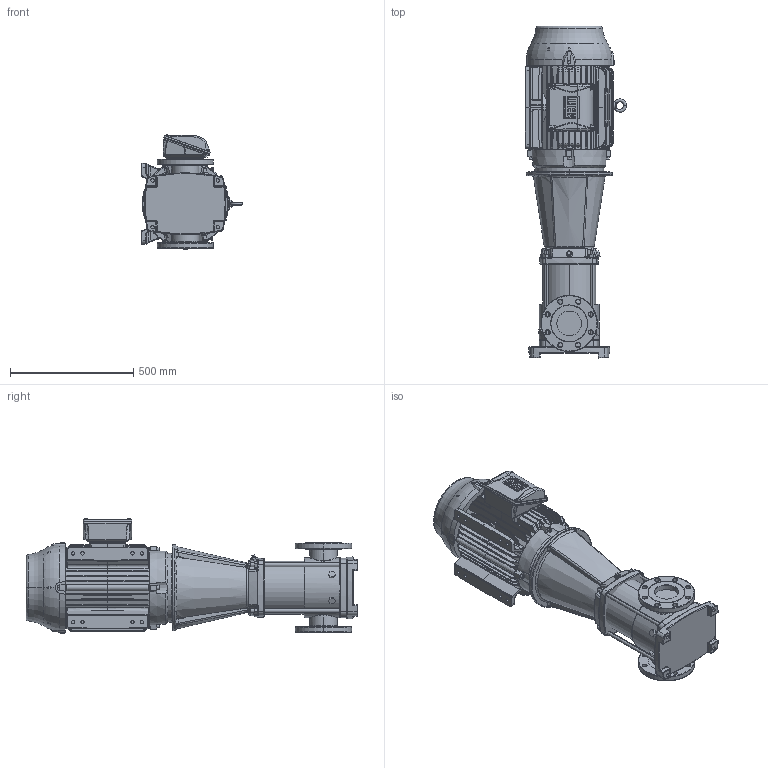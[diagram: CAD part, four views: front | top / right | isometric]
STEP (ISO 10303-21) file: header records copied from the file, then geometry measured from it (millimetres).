
FILE_DESCRIPTION (( 'STEP AP203' ), '1' );
FILE_NAME ('3350136 - MVI-320-2-25 HP-284TSC-304-E-575~3.step', '2022-03-31T15:35:31', ( '' ), ( '' ), 'SwSTEP 2.0', 'SolidWorks 2021', '' );
FILE_SCHEMA (( 'CONFIG_CONTROL_DESIGN' ));
Products named in the file (5): SBI(N)64-2; TEFC MOTOR_2700105 - NEMA V2 25 HP 284_6TSC 575~3 TEFC W; 2700105 - NEMA V2 25 HP 284_6TSC 575~3 TEFC W; MVI PEO - [304-EPDM]_3304136 - MVI-320-2-25 HP-284TSC-304-E-S; 3350136 - MVI-320-2-25 HP-284TSC-304-E-575~3
Assembly tree (4 placements, depth 3):
  3350136 - MVI-320-2-25 HP-284TSC-304-E-575~3
    MVI PEO - [304-EPDM]_3304136 - MVI-320-2-25 HP-284TSC-304-E-S
      SBI(N)64-2
    TEFC MOTOR_2700105 - NEMA V2 25 HP 284_6TSC 575~3 TEFC W
      2700105 - NEMA V2 25 HP 284_6TSC 575~3 TEFC W
Bounding box: 410.8 x 1348.6 x 466.9 mm (x, y, z)
Volume: 89615808.5 mm3; surface area: 3635644.3 mm2
Topology: 26 solids, 35 shells, 3341 faces, 8480 edges, 5282 vertices
Faces by surface type: bspline 1008, cylinder 1004, plane 1001, cone 257, torus 53, sphere 18
Entity records: 163725 total; most frequent: CARTESIAN_POINT 91892, ORIENTED_EDGE 16878, DIRECTION 12476, EDGE_CURVE 8439, VERTEX_POINT 5279, AXIS2_PLACEMENT_3D 4956, EDGE_LOOP 3530, FACE_OUTER_BOUND 3341
